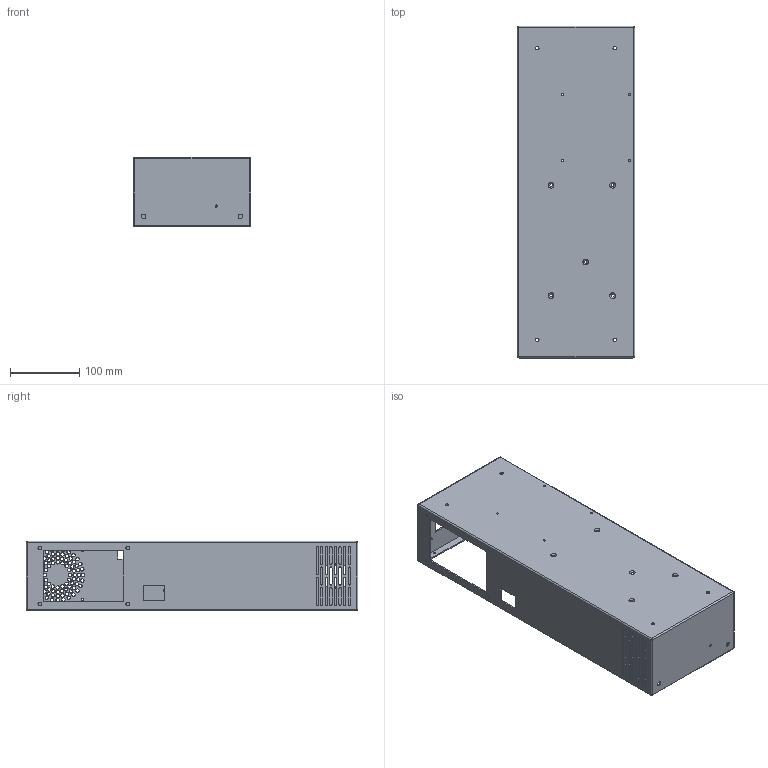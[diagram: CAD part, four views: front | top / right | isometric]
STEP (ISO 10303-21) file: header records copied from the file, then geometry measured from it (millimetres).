
FILE_DESCRIPTION(('FreeCAD Model'),'2;1');
FILE_NAME('[100067] Sheet Metal, Electronics Chassis, Syn1.step','2020-04-13T14:22:16',('Author'),(''), 'Open CASCADE STEP processor 7.3','FreeCAD','Unknown');
FILE_SCHEMA(('AUTOMOTIVE_DESIGN { 1 0 10303 214 1 1 1 1 }'));
Length unit declared in the file: millimetre
Products named in the file (1): Pocket015
Bounding box: 170 x 480 x 100.6 mm (x, y, z)
Volume: 402147.7 mm3; surface area: 414191.3 mm2
Topology: 1 solids, 1 shells, 314 faces, 911 edges, 595 vertices
Faces by surface type: cylinder 197, plane 104, cone 9, sphere 4
Full cylindrical faces by diameter (mm): 3 x18, 3.5 x4, 4 x4, 4.2 x5, 5 x104, 6 x6, 6.35 x2
Entity records: 23368 total; most frequent: CARTESIAN_POINT 4941, DIRECTION 3404, ORIENTED_EDGE 1814, PCURVE 1814, DEFINITIONAL_REPRESENTATION 1814, LINE 1778, VECTOR 1778, EDGE_CURVE 907
